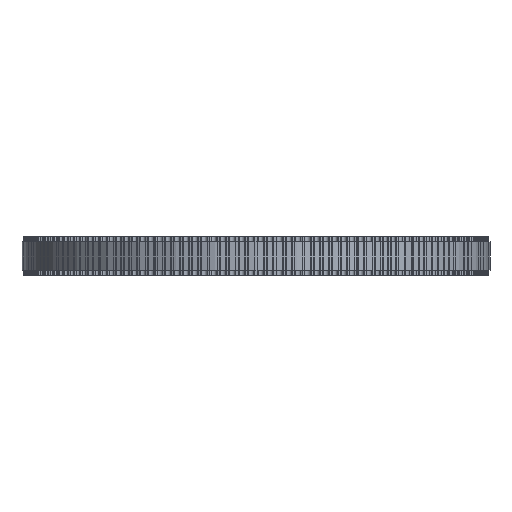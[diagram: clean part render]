
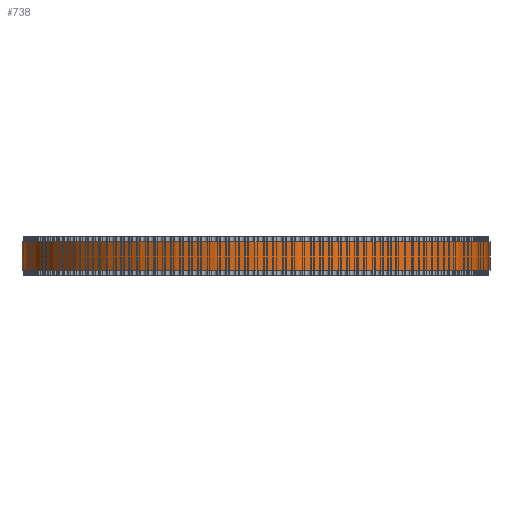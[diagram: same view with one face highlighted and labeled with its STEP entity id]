
A CAD part, front view. The second image highlights one B-rep face of the part: STEP entity #738.
In plain terms, the highlighted cylindrical face has radius 49.02 mm (diameter 98.039 mm), a full revolution.
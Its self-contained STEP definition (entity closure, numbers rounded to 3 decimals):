
#97=FACE_BOUND('',#2592,.T.);
#98=FACE_BOUND('',#2593,.T.);
#738=ADVANCED_FACE('',(#97,#98),#1355,.T.);
#1355=CYLINDRICAL_SURFACE('',#13695,49.02);
#2592=EDGE_LOOP('',(#7522));
#2593=EDGE_LOOP('',(#7523));
#7522=ORIENTED_EDGE('',*,*,#10606,.T.);
#7523=ORIENTED_EDGE('',*,*,#10607,.T.);
#8756=VERTEX_POINT('',#21720);
#8757=VERTEX_POINT('',#21722);
#10606=EDGE_CURVE('',#8756,#8756,#11840,.T.);
#10607=EDGE_CURVE('',#8757,#8757,#11841,.T.);
#11840=CIRCLE('',#13693,49.02);
#11841=CIRCLE('',#13694,49.02);
#13693=AXIS2_PLACEMENT_3D('',#21719,#18014,#18015);
#13694=AXIS2_PLACEMENT_3D('',#21721,#18016,#18017);
#13695=AXIS2_PLACEMENT_3D('',#21723,#18018,#18019);
#18014=DIRECTION('',(0.,0.,1.));
#18015=DIRECTION('',(1.,0.,0.));
#18016=DIRECTION('',(0.,0.,-1.));
#18017=DIRECTION('',(1.,0.,0.));
#18018=DIRECTION('',(0.,0.,1.));
#18019=DIRECTION('',(1.,0.,0.));
#21719=CARTESIAN_POINT('',(0.,0.,1.));
#21720=CARTESIAN_POINT('',(49.02,0.,1.));
#21721=CARTESIAN_POINT('',(0.,0.,7.));
#21722=CARTESIAN_POINT('',(49.02,0.,7.));
#21723=CARTESIAN_POINT('',(0.,0.,1.));
